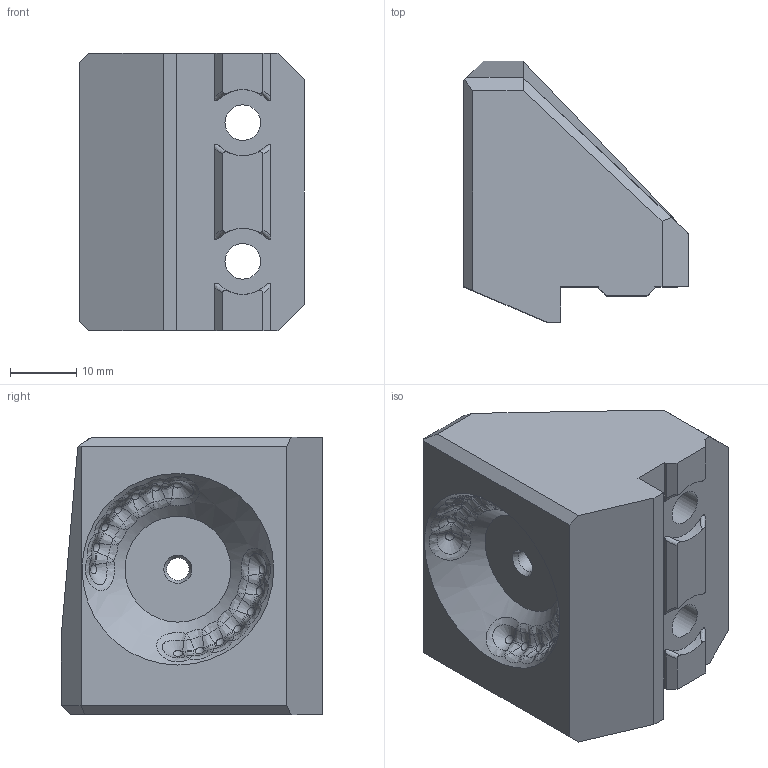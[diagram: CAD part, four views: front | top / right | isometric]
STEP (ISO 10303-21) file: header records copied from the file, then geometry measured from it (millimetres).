
FILE_DESCRIPTION(/* description */ (''),/* implementation_level */ '2;1');
FILE_NAME(/* name */ 'MB-Z10.electronics.MB-display-holder.step',/* time_stamp */ '2023-03-27T18:41:32+02:00',/* author */ (''),/* organization */ (''),/* preprocessor_version */ 'ST-DEVELOPER v19.2',/* originating_system */ 'Autodesk Translation Framework v11.17.0.187',/* authorisation */ '');
FILE_SCHEMA (('AUTOMOTIVE_DESIGN { 1 0 10303 214 3 1 1 }'));
Length unit declared in the file: millimetre
Products named in the file (1): MB-display-holder
Bounding box: 34.02 x 39.57 x 41.95 mm (x, y, z)
Volume: 21989.4 mm3; surface area: 8363.8 mm2
Topology: 1 solids, 1 shells, 190 faces, 417 edges, 234 vertices
Faces by surface type: bspline 56, plane 49, sphere 38, cone 26, torus 12, cylinder 9
Full cylindrical faces by diameter (mm): 3.4 x1, 5.4 x2, 10 x2
Entity records: 7661 total; most frequent: CARTESIAN_POINT 3764, ORIENTED_EDGE 834, DIRECTION 746, EDGE_CURVE 417, AXIS2_PLACEMENT_3D 316, VERTEX_POINT 234, EDGE_LOOP 201, FACE_OUTER_BOUND 190
